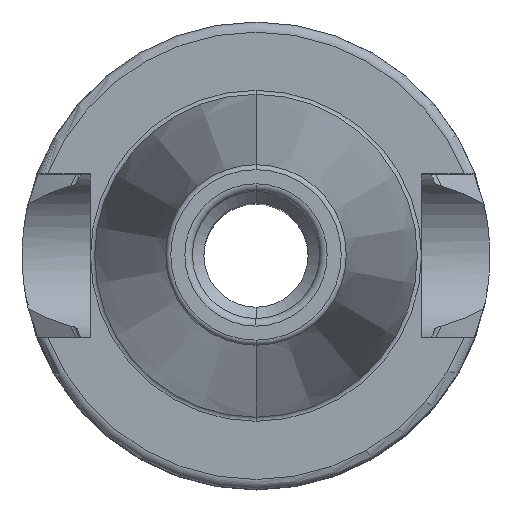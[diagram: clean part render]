
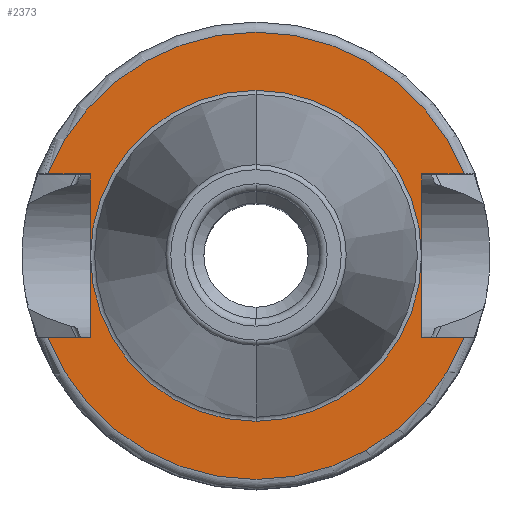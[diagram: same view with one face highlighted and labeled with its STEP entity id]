
A CAD part, top view. The second image highlights one B-rep face of the part: STEP entity #2373.
In plain terms, the highlighted planar face has unit normal (0, 0, 1).
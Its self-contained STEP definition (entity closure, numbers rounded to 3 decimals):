
#611=DIRECTION('',(1,0,0));
#612=VECTOR('',#611,4.174);
#613=CARTESIAN_POINT('',(-20.474,-8.05,20));
#614=LINE('',#613,#612);
#615=DIRECTION('',(0,1,0));
#616=VECTOR('',#615,16.1);
#617=CARTESIAN_POINT('',(-16.3,-8.05,20));
#618=LINE('',#617,#616);
#619=DIRECTION('',(1,0,0));
#620=VECTOR('',#619,4.174);
#621=CARTESIAN_POINT('',(-20.474,8.05,20));
#622=LINE('',#621,#620);
#623=DIRECTION('',(-1,0,0));
#624=VECTOR('',#623,4.174);
#625=CARTESIAN_POINT('',(20.474,8.05,20));
#626=LINE('',#625,#624);
#627=DIRECTION('',(0,-1,0));
#628=VECTOR('',#627,16.1);
#629=CARTESIAN_POINT('',(16.3,8.05,20));
#630=LINE('',#629,#628);
#631=DIRECTION('',(-1,0,0));
#632=VECTOR('',#631,4.174);
#633=CARTESIAN_POINT('',(20.474,-8.05,20));
#634=LINE('',#633,#632);
#645=CARTESIAN_POINT('',(0,0,20));
#646=DIRECTION('',(0,0,1));
#647=DIRECTION('',(0,1,0));
#648=AXIS2_PLACEMENT_3D('',#645,#646,#647);
#650=CARTESIAN_POINT('',(0,0,20));
#651=DIRECTION('',(0,0,-1));
#652=DIRECTION('',(0,1,0));
#653=AXIS2_PLACEMENT_3D('',#650,#651,#652);
#1228=CARTESIAN_POINT('',(0,0,20));
#1229=DIRECTION('',(0,0,1));
#1230=DIRECTION('',(-0.931,-0.366,0));
#1231=AXIS2_PLACEMENT_3D('',#1228,#1229,#1230);
#1245=CARTESIAN_POINT('',(0,0,20));
#1246=DIRECTION('',(0,0,1));
#1247=DIRECTION('',(0.931,0.366,0));
#1248=AXIS2_PLACEMENT_3D('',#1245,#1246,#1247);
#1407=CARTESIAN_POINT('',(-20.474,-8.05,20));
#1408=CARTESIAN_POINT('',(-16.3,-8.05,20));
#1409=VERTEX_POINT('',#1407);
#1410=VERTEX_POINT('',#1408);
#1411=CARTESIAN_POINT('',(-16.3,8.05,20));
#1412=VERTEX_POINT('',#1411);
#1413=CARTESIAN_POINT('',(-20.474,8.05,20));
#1414=VERTEX_POINT('',#1413);
#1415=CARTESIAN_POINT('',(16.3,8.05,20));
#1416=CARTESIAN_POINT('',(16.3,-8.05,20));
#1417=VERTEX_POINT('',#1415);
#1418=VERTEX_POINT('',#1416);
#1419=CARTESIAN_POINT('',(20.474,-8.05,20));
#1420=VERTEX_POINT('',#1419);
#1421=CARTESIAN_POINT('',(20.474,8.05,20));
#1422=VERTEX_POINT('',#1421);
#1465=CARTESIAN_POINT('',(0,16.275,20));
#1467=VERTEX_POINT('',#1465);
#1471=CARTESIAN_POINT('',(0,-16.275,20));
#1473=VERTEX_POINT('',#1471);
#2350=CARTESIAN_POINT('',(0,0,20));
#2351=DIRECTION('',(0,0,-1));
#2352=DIRECTION('',(0,-1,0));
#2353=AXIS2_PLACEMENT_3D('',#2350,#2351,#2352);
#2354=PLANE('',#2353);
#2355=ORIENTED_EDGE('',*,*,#2341,.T.);
#2356=ORIENTED_EDGE('',*,*,#2166,.T.);
#2357=ORIENTED_EDGE('',*,*,#2185,.F.);
#2359=ORIENTED_EDGE('',*,*,#2358,.F.);
#2360=ORIENTED_EDGE('',*,*,#2266,.T.);
#2361=ORIENTED_EDGE('',*,*,#2284,.T.);
#2362=ORIENTED_EDGE('',*,*,#2301,.F.);
#2364=ORIENTED_EDGE('',*,*,#2363,.F.);
#2365=EDGE_LOOP('',(#2355,#2356,#2357,#2359,#2360,#2361,#2362,#2364));
#2366=FACE_OUTER_BOUND('',#2365,.F.);
#2368=ORIENTED_EDGE('',*,*,#2367,.T.);
#2370=ORIENTED_EDGE('',*,*,#2369,.F.);
#2371=EDGE_LOOP('',(#2368,#2370));
#2372=FACE_BOUND('',#2371,.F.);
#2373=ADVANCED_FACE('',(#2366,#2372),#2354,.F.);
#649=CIRCLE('',#648,16.275);
#654=CIRCLE('',#653,16.275);
#1232=CIRCLE('',#1231,22);
#1249=CIRCLE('',#1248,22);
#2166=EDGE_CURVE('',#1410,#1412,#618,.T.);
#2185=EDGE_CURVE('',#1414,#1412,#622,.T.);
#2266=EDGE_CURVE('',#1422,#1417,#626,.T.);
#2284=EDGE_CURVE('',#1417,#1418,#630,.T.);
#2301=EDGE_CURVE('',#1420,#1418,#634,.T.);
#2341=EDGE_CURVE('',#1409,#1410,#614,.T.);
#2358=EDGE_CURVE('',#1422,#1414,#1249,.T.);
#2363=EDGE_CURVE('',#1409,#1420,#1232,.T.);
#2367=EDGE_CURVE('',#1467,#1473,#649,.T.);
#2369=EDGE_CURVE('',#1467,#1473,#654,.T.);
